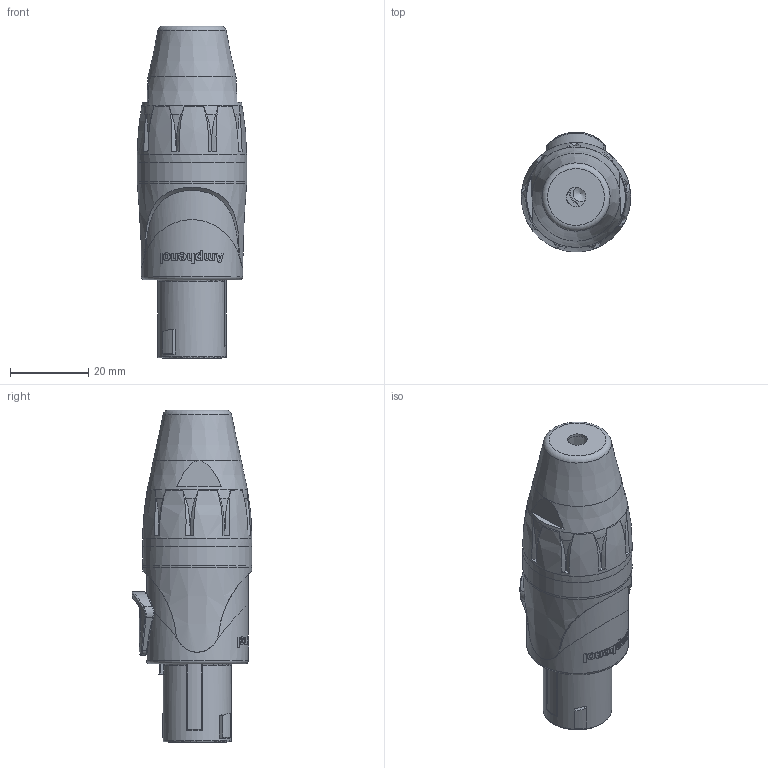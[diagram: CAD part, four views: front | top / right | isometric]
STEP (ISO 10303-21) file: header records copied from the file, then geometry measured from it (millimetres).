
FILE_DESCRIPTION((''),'2;1');
FILE_NAME('SP-2-FS.stp','2016-08-25T16:22:18',('thien'),(''),'Autodesk Inventor 2012','Autodesk Inventor 2012','');
FILE_SCHEMA(('CONFIG_CONTROL_DESIGN'));
Length unit declared in the file: millimetre
Products named in the file (1): SP-2-FS
Bounding box: 28 x 30.72 x 85 mm (x, y, z)
Volume: 19860.3 mm3; surface area: 22051.3 mm2
Topology: 1 solids, 8 shells, 1116 faces, 3079 edges, 1952 vertices
Faces by surface type: plane 350, cylinder 323, bspline 262, torus 96, cone 49, sphere 18, revolution 18
Full cylindrical faces by diameter (mm): 2.25 x4, 2.3 x4, 4 x2, 5 x1, 14.95 x1, 15 x1, 15.2 x1, 17.5 x1, 20.3 x1, 22.45 x1, 22.8 x1, 25.8 x1, 26 x1, 28 x2
Entity records: 73284 total; most frequent: CARTESIAN_POINT 45922, ORIENTED_EDGE 6006, DIRECTION 4705, EDGE_CURVE 3003, VERTEX_POINT 1929, AXIS2_PLACEMENT_3D 1799, EDGE_LOOP 1218, FACE_OUTER_BOUND 1116
